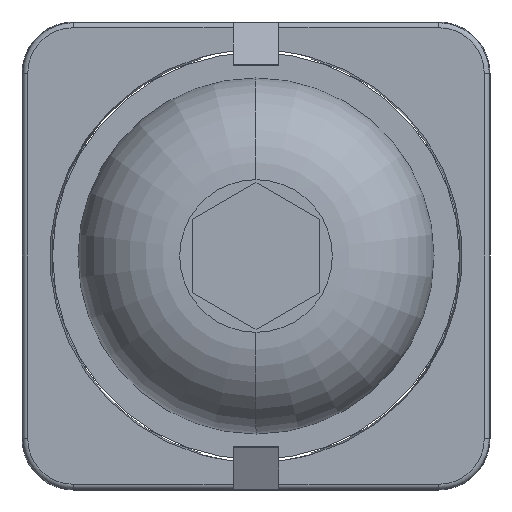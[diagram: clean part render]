
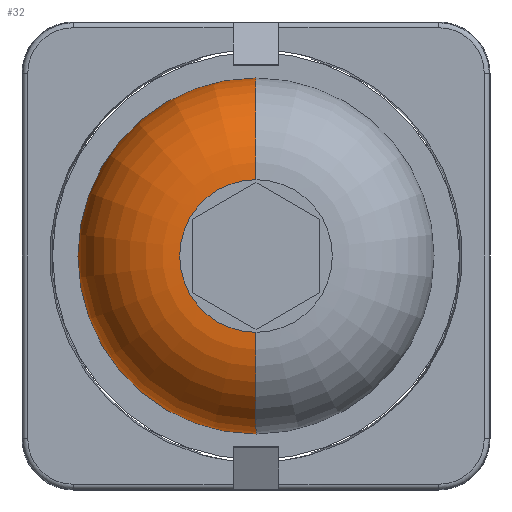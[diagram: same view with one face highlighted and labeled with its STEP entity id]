
A CAD part, left-side view. The second image highlights one B-rep face of the part: STEP entity #32.
In plain terms, the highlighted toroidal (fillet/blend) face has major radius 3 mm and minor radius 4.001 mm.
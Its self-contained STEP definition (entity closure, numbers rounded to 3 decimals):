
#32 = ADVANCED_FACE ( 'NONE', ( #760 ), #2856, .T. ) ;
#151 = DIRECTION ( 'NONE',  ( 0., 0., -1. ) ) ;
#189 = CIRCLE ( 'NONE', #661, 4.001 ) ;
#282 = CARTESIAN_POINT ( 'NONE',  ( 0., 0., -3. ) ) ;
#661 = AXIS2_PLACEMENT_3D ( 'NONE', #735, #3275, #151 ) ;
#686 = ORIENTED_EDGE ( 'NONE', *, *, #1706, .T. ) ;
#716 = AXIS2_PLACEMENT_3D ( 'NONE', #1523, #1895, #1267 ) ;
#735 = CARTESIAN_POINT ( 'NONE',  ( 4.001, 0., -3. ) ) ;
#760 = FACE_OUTER_BOUND ( 'NONE', #947, .T. ) ;
#816 = DIRECTION ( 'NONE',  ( 1., 0., 0. ) ) ;
#947 = EDGE_LOOP ( 'NONE', ( #686, #1894, #1772, #1984 ) ) ;
#955 = DIRECTION ( 'NONE',  ( 0., 0., -1. ) ) ;
#963 = CIRCLE ( 'NONE', #716, 4.001 ) ;
#995 = DIRECTION ( 'NONE',  ( 1., 0., 0. ) ) ;
#1267 = DIRECTION ( 'NONE',  ( 0., 0., 1. ) ) ;
#1301 = EDGE_CURVE ( 'NONE', #1448, #1395, #963, .T. ) ;
#1326 = CARTESIAN_POINT ( 'NONE',  ( 3.903, 0., 7. ) ) ;
#1367 = DIRECTION ( 'NONE',  ( 0., 0., -1. ) ) ;
#1395 = VERTEX_POINT ( 'NONE', #1326 ) ;
#1396 = CARTESIAN_POINT ( 'NONE',  ( 0., 0., 3. ) ) ;
#1448 = VERTEX_POINT ( 'NONE', #1396 ) ;
#1483 = AXIS2_PLACEMENT_3D ( 'NONE', #2234, #816, #1367 ) ;
#1523 = CARTESIAN_POINT ( 'NONE',  ( 4.001, 0., 3. ) ) ;
#1580 = AXIS2_PLACEMENT_3D ( 'NONE', #3461, #1777, #2601 ) ;
#1706 = EDGE_CURVE ( 'NONE', #1825, #1448, #2517, .T. ) ;
#1772 = ORIENTED_EDGE ( 'NONE', *, *, #3550, .F. ) ;
#1777 = DIRECTION ( 'NONE',  ( 1., 0., 0. ) ) ;
#1825 = VERTEX_POINT ( 'NONE', #282 ) ;
#1851 = CARTESIAN_POINT ( 'NONE',  ( 0., 0., 0. ) ) ;
#1894 = ORIENTED_EDGE ( 'NONE', *, *, #1301, .T. ) ;
#1895 = DIRECTION ( 'NONE',  ( 0., 1., 0. ) ) ;
#1984 = ORIENTED_EDGE ( 'NONE', *, *, #2373, .F. ) ;
#2021 = CARTESIAN_POINT ( 'NONE',  ( 3.903, 0., -7. ) ) ;
#2234 = CARTESIAN_POINT ( 'NONE',  ( 4.001, 0., 0. ) ) ;
#2373 = EDGE_CURVE ( 'NONE', #1825, #2631, #189, .T. ) ;
#2517 = CIRCLE ( 'NONE', #2934, 3. ) ;
#2601 = DIRECTION ( 'NONE',  ( 0., 0., -1. ) ) ;
#2631 = VERTEX_POINT ( 'NONE', #2021 ) ;
#2856 = TOROIDAL_SURFACE ( 'NONE', #1483, 3., 4.001 ) ;
#2892 = CIRCLE ( 'NONE', #1580, 7. ) ;
#2934 = AXIS2_PLACEMENT_3D ( 'NONE', #1851, #995, #955 ) ;
#3275 = DIRECTION ( 'NONE',  ( 0., -1., 0. ) ) ;
#3461 = CARTESIAN_POINT ( 'NONE',  ( 3.903, 0., 0. ) ) ;
#3550 = EDGE_CURVE ( 'NONE', #2631, #1395, #2892, .T. ) ;
